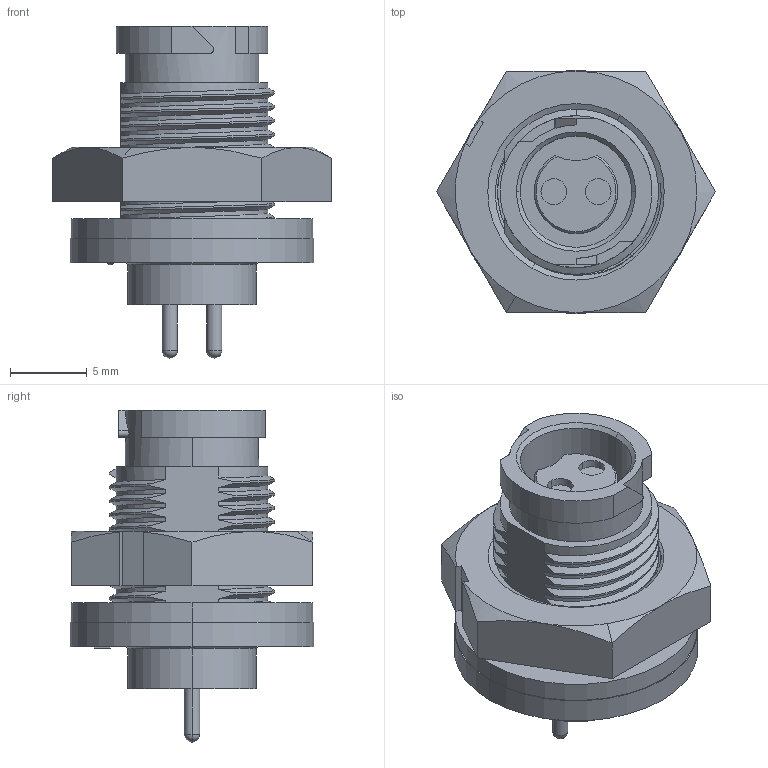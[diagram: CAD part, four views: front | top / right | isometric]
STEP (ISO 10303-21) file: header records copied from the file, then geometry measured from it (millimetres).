
FILE_DESCRIPTION (( 'STEP AP203' ), '1' );
FILE_NAME ('W17281-2SG-P-3ES.STEP', '2021-01-13T16:55:51', ( '' ), ( '' ), 'SwSTEP 2.0', 'SolidWorks 2020', '' );
FILE_SCHEMA (( 'CONFIG_CONTROL_DESIGN' ));
Length unit declared in the file: millimetre
Products named in the file (4): GASKET.step; HEX NUT.step; W17281-2SG-ES.step; W17281-2SG-P-3ES
Assembly tree (3 placements, depth 2):
  W17281-2SG-P-3ES
    GASKET.step
    HEX NUT.step
    W17281-2SG-ES.step
Bounding box: 18.18 x 15.88 x 21.64 mm (x, y, z)
Volume: 1905.8 mm3; surface area: 2395.7 mm2
Topology: 3 solids, 3 shells, 183 faces, 472 edges, 307 vertices
Faces by surface type: cylinder 70, plane 51, bspline 38, cone 16, torus 6, sphere 2
Entity records: 14012 total; most frequent: CARTESIAN_POINT 9598, ORIENTED_EDGE 938, DIRECTION 709, EDGE_CURVE 469, VERTEX_POINT 306, AXIS2_PLACEMENT_3D 259, EDGE_LOOP 201, VECTOR 191
